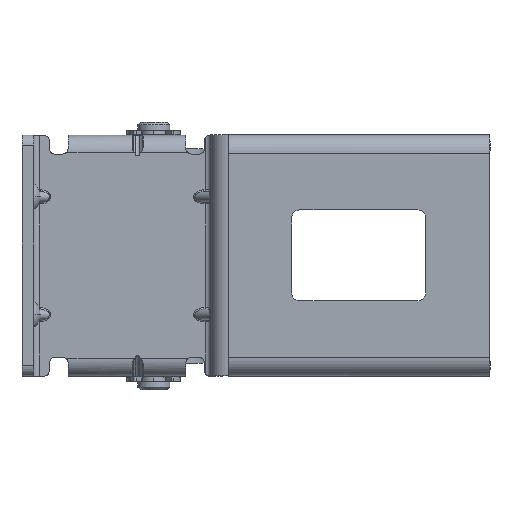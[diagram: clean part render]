
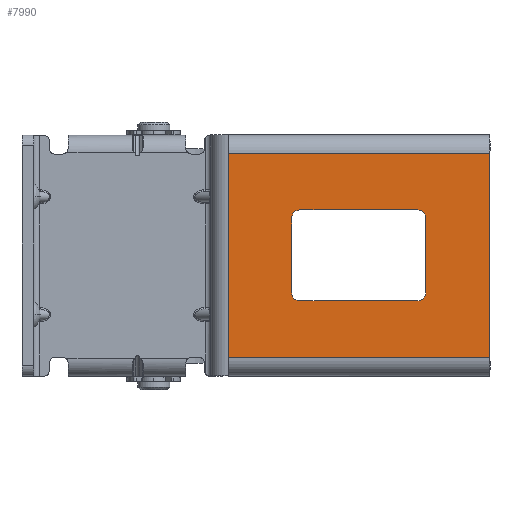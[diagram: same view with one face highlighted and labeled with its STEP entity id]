
A CAD part, top view. The second image highlights one B-rep face of the part: STEP entity #7990.
In plain terms, the highlighted planar face has unit normal (0, 0, 1).
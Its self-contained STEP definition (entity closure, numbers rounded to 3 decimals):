
#446=FACE_BOUND('',#1177,.T.);
#703=FACE_OUTER_BOUND('',#1176,.T.);
#1176=EDGE_LOOP('',(#6390,#6391,#6392,#6393,#6394,#6395,#6396,#6397));
#1177=EDGE_LOOP('',(#6398,#6399,#6400,#6401,#6402,#6403,#6404,#6405));
#1436=LINE('',#11505,#2086);
#1710=LINE('',#13192,#2360);
#1796=LINE('',#15434,#2446);
#1797=LINE('',#15437,#2447);
#1798=LINE('',#15439,#2448);
#1799=LINE('',#15441,#2449);
#1800=LINE('',#15443,#2450);
#1801=LINE('',#15444,#2451);
#1802=LINE('',#15449,#2452);
#1803=LINE('',#15453,#2453);
#1804=LINE('',#15457,#2454);
#1805=LINE('',#15460,#2455);
#2086=VECTOR('',#9110,0.05);
#2360=VECTOR('',#9784,0.05);
#2446=VECTOR('',#10270,45.);
#2447=VECTOR('',#10273,3.4);
#2448=VECTOR('',#10274,48.85);
#2449=VECTOR('',#10275,38.2);
#2450=VECTOR('',#10276,48.85);
#2451=VECTOR('',#10277,3.4);
#2452=VECTOR('',#10280,22.);
#2453=VECTOR('',#10283,14.);
#2454=VECTOR('',#10286,22.);
#2455=VECTOR('',#10289,14.);
#2936=CIRCLE('',#8633,1.5);
#2937=CIRCLE('',#8634,1.5);
#2938=CIRCLE('',#8635,1.5);
#2939=CIRCLE('',#8636,1.5);
#3180=VERTEX_POINT('',#11502);
#3181=VERTEX_POINT('',#11504);
#3482=VERTEX_POINT('',#13189);
#3483=VERTEX_POINT('',#13191);
#3616=VERTEX_POINT('',#15436);
#3617=VERTEX_POINT('',#15438);
#3618=VERTEX_POINT('',#15440);
#3619=VERTEX_POINT('',#15442);
#3620=VERTEX_POINT('',#15445);
#3621=VERTEX_POINT('',#15446);
#3622=VERTEX_POINT('',#15448);
#3623=VERTEX_POINT('',#15450);
#3624=VERTEX_POINT('',#15452);
#3625=VERTEX_POINT('',#15454);
#3626=VERTEX_POINT('',#15456);
#3627=VERTEX_POINT('',#15458);
#3956=EDGE_CURVE('',#3181,#3180,#1436,.T.);
#4372=EDGE_CURVE('',#3482,#3483,#1710,.T.);
#4614=EDGE_CURVE('',#3482,#3181,#1796,.T.);
#4615=EDGE_CURVE('',#3180,#3616,#1797,.T.);
#4616=EDGE_CURVE('',#3616,#3617,#1798,.T.);
#4617=EDGE_CURVE('',#3618,#3617,#1799,.T.);
#4618=EDGE_CURVE('',#3619,#3618,#1800,.T.);
#4619=EDGE_CURVE('',#3619,#3483,#1801,.T.);
#4620=EDGE_CURVE('',#3620,#3621,#2936,.T.);
#4621=EDGE_CURVE('',#3622,#3621,#1802,.T.);
#4622=EDGE_CURVE('',#3622,#3623,#2937,.T.);
#4623=EDGE_CURVE('',#3624,#3623,#1803,.T.);
#4624=EDGE_CURVE('',#3624,#3625,#2938,.T.);
#4625=EDGE_CURVE('',#3626,#3625,#1804,.T.);
#4626=EDGE_CURVE('',#3626,#3627,#2939,.T.);
#4627=EDGE_CURVE('',#3620,#3627,#1805,.T.);
#6390=ORIENTED_EDGE('',*,*,#3956,.T.);
#6391=ORIENTED_EDGE('',*,*,#4615,.T.);
#6392=ORIENTED_EDGE('',*,*,#4616,.T.);
#6393=ORIENTED_EDGE('',*,*,#4617,.F.);
#6394=ORIENTED_EDGE('',*,*,#4618,.F.);
#6395=ORIENTED_EDGE('',*,*,#4619,.T.);
#6396=ORIENTED_EDGE('',*,*,#4372,.F.);
#6397=ORIENTED_EDGE('',*,*,#4614,.T.);
#6398=ORIENTED_EDGE('',*,*,#4620,.T.);
#6399=ORIENTED_EDGE('',*,*,#4621,.F.);
#6400=ORIENTED_EDGE('',*,*,#4622,.T.);
#6401=ORIENTED_EDGE('',*,*,#4623,.F.);
#6402=ORIENTED_EDGE('',*,*,#4624,.T.);
#6403=ORIENTED_EDGE('',*,*,#4625,.F.);
#6404=ORIENTED_EDGE('',*,*,#4626,.T.);
#6405=ORIENTED_EDGE('',*,*,#4627,.F.);
#7683=PLANE('',#8632);
#7990=ADVANCED_FACE('',(#703,#446),#7683,.T.);
#8632=AXIS2_PLACEMENT_3D('',#15435,#10271,#10272);
#8633=AXIS2_PLACEMENT_3D('',#15447,#10278,#10279);
#8634=AXIS2_PLACEMENT_3D('',#15451,#10281,#10282);
#8635=AXIS2_PLACEMENT_3D('',#15455,#10284,#10285);
#8636=AXIS2_PLACEMENT_3D('',#15459,#10287,#10288);
#9110=DIRECTION('',(1.,0.,0.));
#9784=DIRECTION('',(1.,0.,0.));
#10270=DIRECTION('',(0.,-1.,0.));
#10271=DIRECTION('center_axis',(0.,0.,1.));
#10272=DIRECTION('ref_axis',(1.,0.,0.));
#10273=DIRECTION('',(0.,1.,0.));
#10274=DIRECTION('',(1.,0.,0.));
#10275=DIRECTION('',(0.,-1.,0.));
#10276=DIRECTION('',(1.,0.,0.));
#10277=DIRECTION('',(0.,1.,0.));
#10278=DIRECTION('center_axis',(0.,0.,-1.));
#10279=DIRECTION('ref_axis',(-1.,0.,0.));
#10280=DIRECTION('',(-1.,0.,0.));
#10281=DIRECTION('center_axis',(0.,0.,-1.));
#10282=DIRECTION('ref_axis',(0.,1.,0.));
#10283=DIRECTION('',(0.,1.,0.));
#10284=DIRECTION('center_axis',(0.,0.,-1.));
#10285=DIRECTION('ref_axis',(1.,0.,0.));
#10286=DIRECTION('',(1.,0.,0.));
#10287=DIRECTION('center_axis',(0.,0.,-1.));
#10288=DIRECTION('ref_axis',(0.,-1.,0.));
#10289=DIRECTION('',(0.,-1.,0.));
#11502=CARTESIAN_POINT('',(38.55,-22.5,13.5));
#11504=CARTESIAN_POINT('',(38.5,-22.5,13.5));
#11505=CARTESIAN_POINT('',(38.5,-22.5,13.5));
#13189=CARTESIAN_POINT('',(38.5,22.5,13.5));
#13191=CARTESIAN_POINT('',(38.55,22.5,13.5));
#13192=CARTESIAN_POINT('',(38.5,22.5,13.5));
#15434=CARTESIAN_POINT('',(38.5,22.5,13.5));
#15435=CARTESIAN_POINT('Origin',(35.2,-22.5,13.5));
#15436=CARTESIAN_POINT('',(38.55,-19.1,13.5));
#15437=CARTESIAN_POINT('',(38.55,-22.5,13.5));
#15438=CARTESIAN_POINT('',(87.4,-19.1,13.5));
#15439=CARTESIAN_POINT('',(38.55,-19.1,13.5));
#15440=CARTESIAN_POINT('',(87.4,19.1,13.5));
#15441=CARTESIAN_POINT('',(87.4,19.1,13.5));
#15442=CARTESIAN_POINT('',(38.55,19.1,13.5));
#15443=CARTESIAN_POINT('',(38.55,19.1,13.5));
#15444=CARTESIAN_POINT('',(38.55,19.1,13.5));
#15445=CARTESIAN_POINT('',(50.4,7.,13.5));
#15446=CARTESIAN_POINT('',(51.9,8.5,13.5));
#15447=CARTESIAN_POINT('Origin',(51.9,7.,13.5));
#15448=CARTESIAN_POINT('',(73.9,8.5,13.5));
#15449=CARTESIAN_POINT('',(73.9,8.5,13.5));
#15450=CARTESIAN_POINT('',(75.4,7.,13.5));
#15451=CARTESIAN_POINT('Origin',(73.9,7.,13.5));
#15452=CARTESIAN_POINT('',(75.4,-7.,13.5));
#15453=CARTESIAN_POINT('',(75.4,-7.,13.5));
#15454=CARTESIAN_POINT('',(73.9,-8.5,13.5));
#15455=CARTESIAN_POINT('Origin',(73.9,-7.,13.5));
#15456=CARTESIAN_POINT('',(51.9,-8.5,13.5));
#15457=CARTESIAN_POINT('',(51.9,-8.5,13.5));
#15458=CARTESIAN_POINT('',(50.4,-7.,13.5));
#15459=CARTESIAN_POINT('Origin',(51.9,-7.,13.5));
#15460=CARTESIAN_POINT('',(50.4,7.,13.5));
